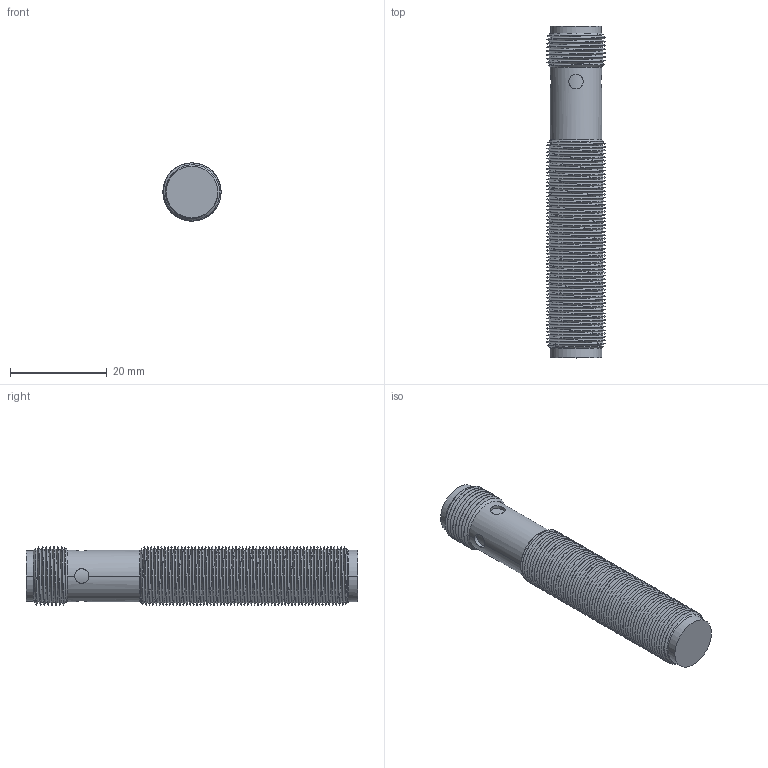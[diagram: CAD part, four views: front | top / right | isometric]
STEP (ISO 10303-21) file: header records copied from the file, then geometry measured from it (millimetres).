
FILE_DESCRIPTION((''),'2;1');
FILE_NAME('ECS1-1204A-XUL3','2017-01-12T',('Administrator'),(''),'PRO/ENGINEER BY PARAMETRIC TECHNOLOGY CORPORATION, 2007170','PRO/ENGINEER BY PARAMETRIC TECHNOLOGY CORPORATION, 2007170','');
FILE_SCHEMA(('CONFIG_CONTROL_DESIGN'));
Length unit declared in the file: millimetre
Products named in the file (1): ECS1-1204A-XUL3
Bounding box: 12 x 68.5 x 12 mm (x, y, z)
Volume: 6383.4 mm3; surface area: 4794.4 mm2
Topology: 1 solids, 1 shells, 224 faces, 614 edges, 393 vertices
Faces by surface type: cylinder 160, bspline 42, plane 8, cone 8, sphere 6
Entity records: 22820 total; most frequent: CARTESIAN_POINT 17932, ORIENTED_EDGE 1216, DIRECTION 668, EDGE_CURVE 608, VERTEX_POINT 393, B_SPLINE_CURVE_WITH_KNOTS 351, EDGE_LOOP 231, AXIS2_PLACEMENT_3D 229
